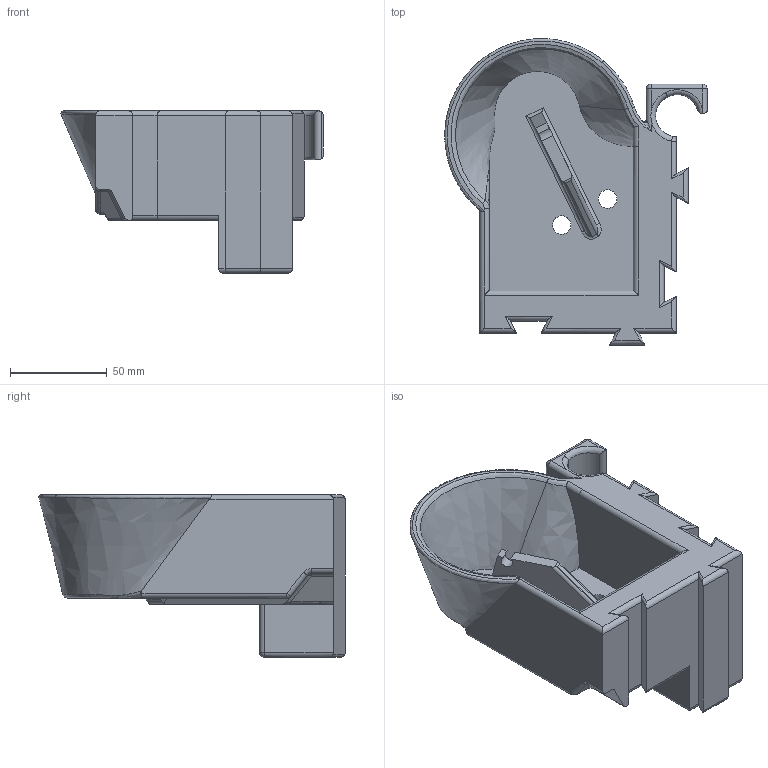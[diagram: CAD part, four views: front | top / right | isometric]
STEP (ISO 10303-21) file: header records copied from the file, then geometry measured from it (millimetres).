
FILE_DESCRIPTION (( 'STEP AP203' ), '1' );
FILE_NAME ('Tray_C.STEP', '2025-02-17T13:29:10', ( '' ), ( '' ), 'SwSTEP 2.0', 'SolidWorks 2024', '' );
FILE_SCHEMA (( 'CONFIG_CONTROL_DESIGN' ));
Length unit declared in the file: inch
Products named in the file (1): Tray_C
Bounding box: 135.41 x 158.09 x 83.82 mm (x, y, z)
Volume: 387846.4 mm3; surface area: 83079.4 mm2
Topology: 1 solids, 1 shells, 255 faces, 680 edges, 428 vertices
Faces by surface type: plane 103, cylinder 93, bspline 42, sphere 10, torus 7
Entity records: 17369 total; most frequent: CARTESIAN_POINT 11540, ORIENTED_EDGE 1346, DIRECTION 994, EDGE_CURVE 673, VERTEX_POINT 428, VECTOR 372, LINE 372, AXIS2_PLACEMENT_3D 311
